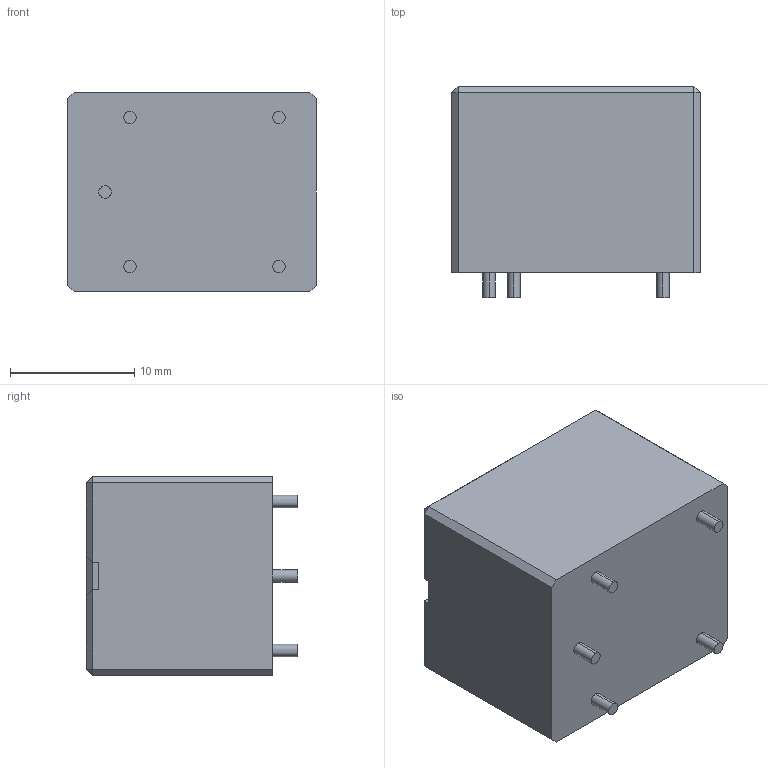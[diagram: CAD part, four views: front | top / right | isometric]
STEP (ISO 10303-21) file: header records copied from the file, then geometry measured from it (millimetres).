
FILE_DESCRIPTION (( 'STEP AP214' ), '1' );
FILE_NAME ('User Library-RELAY 12MMx12MM SQUARE.STEP', '2009-12-11T14:05:32', ( 'SysAdmin' ), ( 'SolidWorks' ), 'SwSTEP 2.0', 'SolidWorks 2010', '' );
FILE_SCHEMA (( 'AUTOMOTIVE_DESIGN' ));
Length unit declared in the file: millimetre
Products named in the file (1): User Library-RELAY  12MMx12MM SQUARE
Bounding box: 20 x 17 x 16 mm (x, y, z)
Volume: 4788 mm3; surface area: 1721.4 mm2
Topology: 1 solids, 1 shells, 89 faces, 212 edges, 136 vertices
Faces by surface type: plane 66, bspline 13, cylinder 10
Entity records: 4477 total; most frequent: CARTESIAN_POINT 2025, ORIENTED_EDGE 424, DIRECTION 360, EDGE_CURVE 212, LINE 166, VECTOR 166, VERTEX_POINT 136, EDGE_LOOP 100
